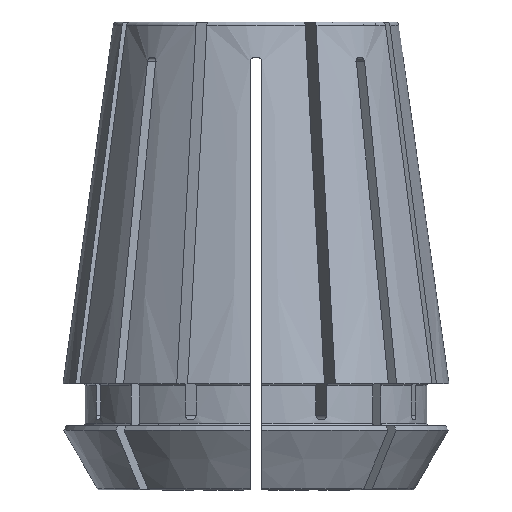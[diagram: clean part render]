
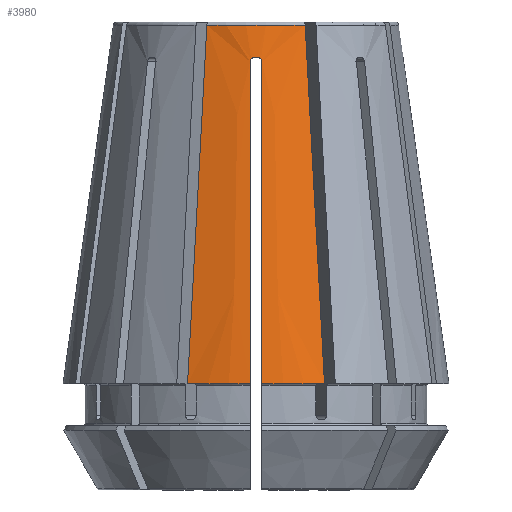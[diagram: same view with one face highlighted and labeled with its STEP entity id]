
A CAD part, front view. The second image highlights one B-rep face of the part: STEP entity #3980.
In plain terms, the highlighted conical face has half-angle 8 degrees and reference radius 16.5 mm.
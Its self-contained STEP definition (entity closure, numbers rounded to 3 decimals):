
#55=CONICAL_SURFACE('',#4385,16.5,0.14);
#641=CIRCLE('',#4012,12.194);
#646=CIRCLE('',#4020,16.5);
#784=CIRCLE('',#4242,16.5);
#804=CIRCLE('',#4281,12.579);
#835=VERTEX_POINT('',#5314);
#837=VERTEX_POINT('',#5321);
#846=VERTEX_POINT('',#5355);
#847=VERTEX_POINT('',#5357);
#1108=VERTEX_POINT('',#6293);
#1109=VERTEX_POINT('',#6295);
#1169=VERTEX_POINT('',#6539);
#1170=VERTEX_POINT('',#6541);
#1173=VERTEX_POINT('',#6548);
#1213=VERTEX_POINT('',#6729);
#1373=B_SPLINE_CURVE_WITH_KNOTS('',3,(#6549,#6550,#6551,#6552,#6553,#6554,
#6555,#6556,#6557,#6558),.UNSPECIFIED.,.F.,.U.,(4,3,3,4),(0.02,
0.023,0.046,0.048),.UNSPECIFIED.);
#1385=B_SPLINE_CURVE_WITH_KNOTS('',3,(#6717,#6718,#6719,#6720,#6721,#6722,
#6723),.UNSPECIFIED.,.F.,.U.,(4,3,4),(0.,0.021,
0.031),.UNSPECIFIED.);
#1386=B_SPLINE_CURVE_WITH_KNOTS('',3,(#6725,#6726,#6727,#6728),
 .UNSPECIFIED.,.F.,.U.,(4,4),(0.,0.001),
 .UNSPECIFIED.);
#1422=B_SPLINE_CURVE_WITH_KNOTS('',3,(#6929,#6930,#6931,#6932),
 .UNSPECIFIED.,.F.,.U.,(4,4),(0.,0.001),
 .UNSPECIFIED.);
#1453=B_SPLINE_CURVE_WITH_KNOTS('',3,(#7177,#7178,#7179,#7180,#7181,#7182,
#7183),.UNSPECIFIED.,.F.,.U.,(4,3,4),(0.,0.021,
0.031),.UNSPECIFIED.);
#1454=B_SPLINE_CURVE_WITH_KNOTS('',3,(#7184,#7185,#7186,#7187,#7188,#7189,
#7190,#7191,#7192,#7193),.UNSPECIFIED.,.F.,.U.,(4,3,3,4),(0.02,
0.023,0.046,0.048),.UNSPECIFIED.);
#1469=EDGE_CURVE('',#837,#835,#641,.T.);
#1479=EDGE_CURVE('',#847,#846,#646,.T.);
#1803=EDGE_CURVE('',#1109,#1108,#784,.T.);
#1886=EDGE_CURVE('',#1169,#1170,#804,.T.);
#1890=EDGE_CURVE('',#1173,#1108,#1373,.T.);
#1951=EDGE_CURVE('',#835,#846,#1385,.T.);
#1952=EDGE_CURVE('',#1169,#1213,#1386,.T.);
#2002=EDGE_CURVE('',#1173,#1170,#1422,.T.);
#2069=EDGE_CURVE('',#837,#1109,#1453,.T.);
#2070=EDGE_CURVE('',#1213,#847,#1454,.T.);
#3043=ORIENTED_EDGE('',*,*,#1951,.F.);
#3044=ORIENTED_EDGE('',*,*,#1469,.F.);
#3045=ORIENTED_EDGE('',*,*,#2069,.T.);
#3046=ORIENTED_EDGE('',*,*,#1803,.T.);
#3047=ORIENTED_EDGE('',*,*,#1890,.F.);
#3048=ORIENTED_EDGE('',*,*,#2002,.T.);
#3049=ORIENTED_EDGE('',*,*,#1886,.F.);
#3050=ORIENTED_EDGE('',*,*,#1952,.T.);
#3051=ORIENTED_EDGE('',*,*,#2070,.T.);
#3052=ORIENTED_EDGE('',*,*,#1479,.T.);
#3556=EDGE_LOOP('',(#3043,#3044,#3045,#3046,#3047,#3048,#3049,#3050,#3051,
#3052));
#3768=FACE_BOUND('',#3556,.T.);
#3980=ADVANCED_FACE('',(#3768),#55,.T.);
#4012=AXIS2_PLACEMENT_3D('',#5322,#4419,#4420);
#4020=AXIS2_PLACEMENT_3D('',#5356,#4433,#4434);
#4242=AXIS2_PLACEMENT_3D('',#6294,#4911,#4912);
#4281=AXIS2_PLACEMENT_3D('',#6540,#5012,#5013);
#4385=AXIS2_PLACEMENT_3D('',#7176,#5245,#5246);
#4419=DIRECTION('',(0.,0.,1.));
#4420=DIRECTION('',(12.194,0.,0.));
#4433=DIRECTION('',(0.,0.,1.));
#4434=DIRECTION('',(16.5,0.,0.));
#4911=DIRECTION('',(0.,0.,1.));
#4912=DIRECTION('',(16.5,0.,0.));
#5012=DIRECTION('',(0.,0.,-1.));
#5013=DIRECTION('',(-12.579,0.,0.));
#5245=DIRECTION('',(0.,0.,-1.));
#5246=DIRECTION('',(-16.5,0.,0.));
#5314=CARTESIAN_POINT('',(4.2,-11.447,39.942));
#5321=CARTESIAN_POINT('',(-4.2,-11.447,39.942));
#5322=CARTESIAN_POINT('',(0.,0.,39.942));
#5355=CARTESIAN_POINT('',(5.849,-15.428,9.3));
#5356=CARTESIAN_POINT('',(0.,0.,9.3));
#5357=CARTESIAN_POINT('',(0.5,-16.492,9.3));
#6293=CARTESIAN_POINT('',(-0.5,-16.492,9.3));
#6294=CARTESIAN_POINT('',(0.,0.,9.3));
#6295=CARTESIAN_POINT('',(-5.849,-15.428,9.3));
#6539=CARTESIAN_POINT('',(0.1,-12.579,37.2));
#6540=CARTESIAN_POINT('',(0.,0.,37.2));
#6541=CARTESIAN_POINT('',(-0.1,-12.579,37.2));
#6548=CARTESIAN_POINT('',(-0.5,-12.625,36.8));
#6549=CARTESIAN_POINT('',(-0.5,-12.625,36.8));
#6550=CARTESIAN_POINT('',(-0.5,-12.766,35.802));
#6551=CARTESIAN_POINT('',(-0.5,-12.906,34.805));
#6552=CARTESIAN_POINT('',(-0.5,-13.046,33.807));
#6553=CARTESIAN_POINT('',(-0.5,-14.11,26.241));
#6554=CARTESIAN_POINT('',(-0.5,-15.174,18.675));
#6555=CARTESIAN_POINT('',(-0.5,-16.238,11.109));
#6556=CARTESIAN_POINT('',(-0.5,-16.323,10.506));
#6557=CARTESIAN_POINT('',(-0.5,-16.408,9.903));
#6558=CARTESIAN_POINT('',(-0.5,-16.492,9.3));
#6717=CARTESIAN_POINT('',(4.2,-11.447,39.942));
#6718=CARTESIAN_POINT('',(4.581,-12.366,32.875));
#6719=CARTESIAN_POINT('',(4.961,-13.284,25.809));
#6720=CARTESIAN_POINT('',(5.341,-14.202,18.743));
#6721=CARTESIAN_POINT('',(5.511,-14.611,15.595));
#6722=CARTESIAN_POINT('',(5.68,-15.019,12.448));
#6723=CARTESIAN_POINT('',(5.849,-15.428,9.3));
#6725=CARTESIAN_POINT('',(0.1,-12.579,37.2));
#6726=CARTESIAN_POINT('',(0.312,-12.577,37.2));
#6727=CARTESIAN_POINT('',(0.5,-12.596,37.01));
#6728=CARTESIAN_POINT('',(0.5,-12.625,36.8));
#6729=CARTESIAN_POINT('',(0.5,-12.625,36.8));
#6929=CARTESIAN_POINT('',(-0.5,-12.625,36.8));
#6930=CARTESIAN_POINT('',(-0.5,-12.596,37.01));
#6931=CARTESIAN_POINT('',(-0.312,-12.577,37.2));
#6932=CARTESIAN_POINT('',(-0.1,-12.579,37.2));
#7176=CARTESIAN_POINT('',(0.,0.,9.3));
#7177=CARTESIAN_POINT('',(-4.2,-11.447,39.942));
#7178=CARTESIAN_POINT('',(-4.581,-12.366,32.875));
#7179=CARTESIAN_POINT('',(-4.961,-13.284,25.809));
#7180=CARTESIAN_POINT('',(-5.341,-14.202,18.743));
#7181=CARTESIAN_POINT('',(-5.511,-14.611,15.595));
#7182=CARTESIAN_POINT('',(-5.68,-15.019,12.448));
#7183=CARTESIAN_POINT('',(-5.849,-15.428,9.3));
#7184=CARTESIAN_POINT('',(0.5,-12.625,36.8));
#7185=CARTESIAN_POINT('',(0.5,-12.766,35.802));
#7186=CARTESIAN_POINT('',(0.5,-12.906,34.805));
#7187=CARTESIAN_POINT('',(0.5,-13.046,33.807));
#7188=CARTESIAN_POINT('',(0.5,-14.11,26.241));
#7189=CARTESIAN_POINT('',(0.5,-15.174,18.675));
#7190=CARTESIAN_POINT('',(0.5,-16.238,11.109));
#7191=CARTESIAN_POINT('',(0.5,-16.323,10.506));
#7192=CARTESIAN_POINT('',(0.5,-16.408,9.903));
#7193=CARTESIAN_POINT('',(0.5,-16.492,9.3));
